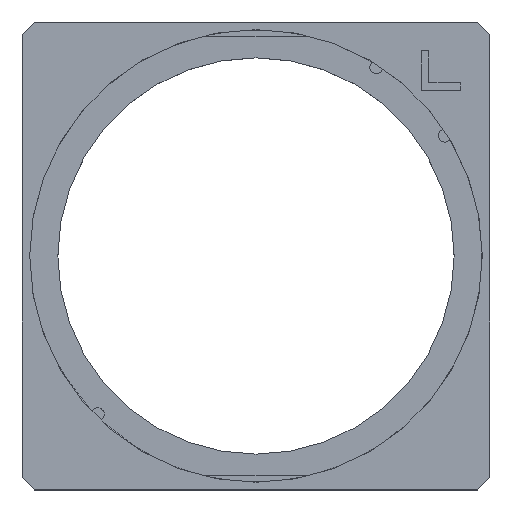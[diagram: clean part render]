
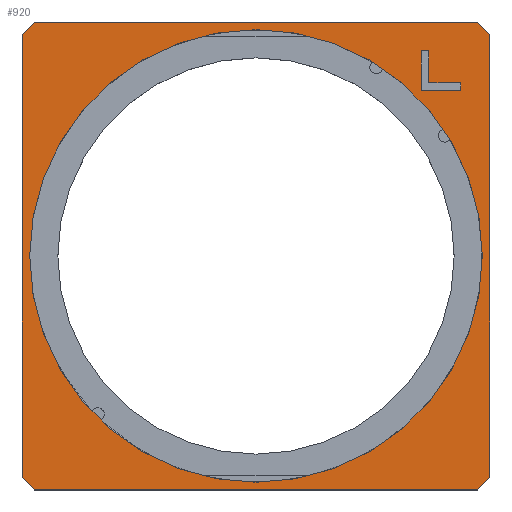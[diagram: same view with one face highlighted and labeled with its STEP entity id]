
A CAD part, top view. The second image highlights one B-rep face of the part: STEP entity #920.
In plain terms, the highlighted planar face has unit normal (0, 0, 1).
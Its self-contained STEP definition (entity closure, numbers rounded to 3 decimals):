
#33=CIRCLE('',#997,17.7);
#47=FACE_BOUND('',#142,.T.);
#48=FACE_BOUND('',#143,.T.);
#86=FACE_OUTER_BOUND('',#141,.T.);
#141=EDGE_LOOP('',(#766,#767,#768,#769,#770,#771,#772,#773));
#142=EDGE_LOOP('',(#774,#775,#776,#777,#778,#779));
#143=EDGE_LOOP('',(#780));
#181=LINE('',#1324,#288);
#183=LINE('',#1328,#290);
#185=LINE('',#1332,#292);
#187=LINE('',#1336,#294);
#189=LINE('',#1340,#296);
#191=LINE('',#1343,#298);
#192=LINE('',#1347,#299);
#206=LINE('',#1375,#313);
#212=LINE('',#1387,#319);
#219=LINE('',#1402,#326);
#226=LINE('',#1414,#333);
#232=LINE('',#1426,#339);
#234=LINE('',#1429,#341);
#249=LINE('',#1487,#356);
#288=VECTOR('',#1063,10.);
#290=VECTOR('',#1067,10.);
#292=VECTOR('',#1071,10.);
#294=VECTOR('',#1075,10.);
#296=VECTOR('',#1079,10.);
#298=VECTOR('',#1083,10.);
#299=VECTOR('',#1086,10.);
#313=VECTOR('',#1106,10.);
#319=VECTOR('',#1114,10.);
#326=VECTOR('',#1125,10.);
#333=VECTOR('',#1136,10.);
#339=VECTOR('',#1144,10.);
#341=VECTOR('',#1148,10.);
#356=VECTOR('',#1213,10.);
#388=VERTEX_POINT('',#1321);
#389=VERTEX_POINT('',#1323);
#390=VERTEX_POINT('',#1327);
#391=VERTEX_POINT('',#1331);
#392=VERTEX_POINT('',#1335);
#393=VERTEX_POINT('',#1339);
#394=VERTEX_POINT('',#1345);
#395=VERTEX_POINT('',#1346);
#406=VERTEX_POINT('',#1374);
#411=VERTEX_POINT('',#1386);
#416=VERTEX_POINT('',#1400);
#417=VERTEX_POINT('',#1401);
#420=VERTEX_POINT('',#1413);
#425=VERTEX_POINT('',#1425);
#444=VERTEX_POINT('',#1488);
#480=EDGE_CURVE('',#389,#388,#181,.T.);
#482=EDGE_CURVE('',#390,#389,#183,.T.);
#484=EDGE_CURVE('',#391,#390,#185,.T.);
#486=EDGE_CURVE('',#392,#391,#187,.T.);
#488=EDGE_CURVE('',#393,#392,#189,.T.);
#490=EDGE_CURVE('',#388,#393,#191,.T.);
#491=EDGE_CURVE('',#394,#395,#192,.T.);
#505=EDGE_CURVE('',#406,#395,#206,.F.);
#511=EDGE_CURVE('',#406,#411,#212,.T.);
#518=EDGE_CURVE('',#416,#417,#219,.T.);
#525=EDGE_CURVE('',#420,#417,#226,.F.);
#531=EDGE_CURVE('',#420,#425,#232,.T.);
#533=EDGE_CURVE('',#394,#425,#234,.F.);
#560=EDGE_CURVE('',#416,#411,#249,.F.);
#561=EDGE_CURVE('',#444,#444,#33,.F.);
#766=ORIENTED_EDGE('',*,*,#491,.F.);
#767=ORIENTED_EDGE('',*,*,#533,.T.);
#768=ORIENTED_EDGE('',*,*,#531,.F.);
#769=ORIENTED_EDGE('',*,*,#525,.T.);
#770=ORIENTED_EDGE('',*,*,#518,.F.);
#771=ORIENTED_EDGE('',*,*,#560,.T.);
#772=ORIENTED_EDGE('',*,*,#511,.F.);
#773=ORIENTED_EDGE('',*,*,#505,.T.);
#774=ORIENTED_EDGE('',*,*,#480,.T.);
#775=ORIENTED_EDGE('',*,*,#490,.T.);
#776=ORIENTED_EDGE('',*,*,#488,.T.);
#777=ORIENTED_EDGE('',*,*,#486,.T.);
#778=ORIENTED_EDGE('',*,*,#484,.T.);
#779=ORIENTED_EDGE('',*,*,#482,.T.);
#780=ORIENTED_EDGE('',*,*,#561,.T.);
#874=PLANE('',#996);
#920=ADVANCED_FACE('',(#86,#47,#48),#874,.T.);
#996=AXIS2_PLACEMENT_3D('',#1486,#1211,#1212);
#997=AXIS2_PLACEMENT_3D('',#1489,#1214,#1215);
#1063=DIRECTION('',(0.,1.,0.));
#1067=DIRECTION('',(-1.,0.,0.));
#1071=DIRECTION('',(0.,-1.,0.));
#1075=DIRECTION('',(1.,0.,0.));
#1079=DIRECTION('',(0.,-1.,0.));
#1083=DIRECTION('',(1.,0.,0.));
#1086=DIRECTION('',(0.707,0.707,0.));
#1106=DIRECTION('',(1.,0.,0.));
#1114=DIRECTION('',(0.707,-0.707,0.));
#1125=DIRECTION('',(-0.707,-0.707,0.));
#1136=DIRECTION('',(-1.,0.,0.));
#1144=DIRECTION('',(-0.707,0.707,0.));
#1148=DIRECTION('',(0.,1.,0.));
#1211=DIRECTION('center_axis',(0.,0.,1.));
#1212=DIRECTION('ref_axis',(1.,0.,0.));
#1213=DIRECTION('',(0.,-1.,0.));
#1214=DIRECTION('center_axis',(0.,0.,1.));
#1215=DIRECTION('ref_axis',(1.,0.,0.));
#1321=CARTESIAN_POINT('',(12.911,16.048,1.25));
#1323=CARTESIAN_POINT('',(12.911,12.948,1.25));
#1324=CARTESIAN_POINT('',(12.911,7.249,1.25));
#1327=CARTESIAN_POINT('',(16.011,12.948,1.25));
#1328=CARTESIAN_POINT('',(7.231,12.948,1.25));
#1331=CARTESIAN_POINT('',(16.011,13.548,1.25));
#1332=CARTESIAN_POINT('',(16.011,6.624,1.25));
#1335=CARTESIAN_POINT('',(13.511,13.548,1.25));
#1336=CARTESIAN_POINT('',(7.381,13.548,1.25));
#1339=CARTESIAN_POINT('',(13.511,16.048,1.25));
#1340=CARTESIAN_POINT('',(13.511,7.399,1.25));
#1343=CARTESIAN_POINT('',(6.606,16.048,1.25));
#1345=CARTESIAN_POINT('',(-18.3,17.3,1.25));
#1346=CARTESIAN_POINT('',(-17.3,18.3,1.25));
#1347=CARTESIAN_POINT('',(-17.8,17.8,1.25));
#1374=CARTESIAN_POINT('',(17.3,18.3,1.25));
#1375=CARTESIAN_POINT('',(9.25,18.3,1.25));
#1386=CARTESIAN_POINT('',(18.3,17.3,1.25));
#1387=CARTESIAN_POINT('',(17.8,17.8,1.25));
#1400=CARTESIAN_POINT('',(18.3,-17.3,1.25));
#1401=CARTESIAN_POINT('',(17.3,-18.3,1.25));
#1402=CARTESIAN_POINT('',(17.8,-17.8,1.25));
#1413=CARTESIAN_POINT('',(-17.3,-18.3,1.25));
#1414=CARTESIAN_POINT('',(-9.25,-18.3,1.25));
#1425=CARTESIAN_POINT('',(-18.3,-17.3,1.25));
#1426=CARTESIAN_POINT('',(-17.8,-17.8,1.25));
#1429=CARTESIAN_POINT('',(-18.3,9.25,1.25));
#1486=CARTESIAN_POINT('Origin',(0.,0.,
1.25));
#1487=CARTESIAN_POINT('',(18.3,-9.25,1.25));
#1488=CARTESIAN_POINT('',(-17.7,0.,1.25));
#1489=CARTESIAN_POINT('Origin',(0.,0.,1.25));
